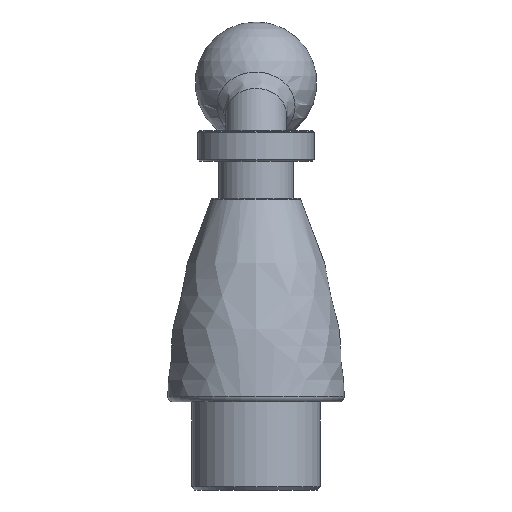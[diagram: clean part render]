
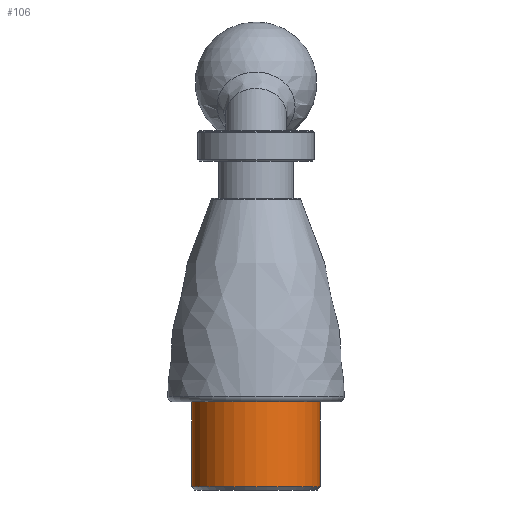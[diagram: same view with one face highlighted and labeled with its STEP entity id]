
A CAD part, left-side view. The second image highlights one B-rep face of the part: STEP entity #106.
In plain terms, the highlighted cylindrical face has radius 9.5 mm (diameter 19 mm), a full revolution.
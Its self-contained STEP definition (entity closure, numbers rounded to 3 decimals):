
#106 = ADVANCED_FACE( '', ( #232, #233 ), #234, .T. );
#232 = FACE_OUTER_BOUND( '', #1854, .T. );
#233 = FACE_OUTER_BOUND( '', #1855, .T. );
#234 = CYLINDRICAL_SURFACE( '', #1856, 9.5 );
#1854 = EDGE_LOOP( '', ( #2011 ) );
#1855 = EDGE_LOOP( '', ( #2012 ) );
#1856 = AXIS2_PLACEMENT_3D( '', #2013, #2014, #2015 );
#2011 = ORIENTED_EDGE( '', *, *, #2046, .T. );
#2012 = ORIENTED_EDGE( '', *, *, #2042, .F. );
#2013 = CARTESIAN_POINT( '', ( 0., 0., 57.15 ) );
#2014 = DIRECTION( '', ( 0., 0., -1. ) );
#2015 = DIRECTION( '', ( 1., 0., 0. ) );
#2042 = EDGE_CURVE( '', #2113, #2113, #2114, .T. );
#2046 = EDGE_CURVE( '', #2119, #2119, #2120, .T. );
#2113 = VERTEX_POINT( '', #2632 );
#2114 = CIRCLE( '', #2633, 9.5 );
#2119 = VERTEX_POINT( '', #2879 );
#2120 = CIRCLE( '', #2880, 9.5 );
#2632 = CARTESIAN_POINT( '', ( 9.5, 0., 13. ) );
#2633 = AXIS2_PLACEMENT_3D( '', #3160, #3161, #3162 );
#2879 = CARTESIAN_POINT( '', ( 9.5, 0., 0.5 ) );
#2880 = AXIS2_PLACEMENT_3D( '', #3163, #3164, #3165 );
#3160 = CARTESIAN_POINT( '', ( 0., 0., 13. ) );
#3161 = DIRECTION( '', ( 0., 0., 1. ) );
#3162 = DIRECTION( '', ( 1., 0., 0. ) );
#3163 = CARTESIAN_POINT( '', ( 0., 0., 0.5 ) );
#3164 = DIRECTION( '', ( 0., 0., 1. ) );
#3165 = DIRECTION( '', ( 1., 0., 0. ) );
